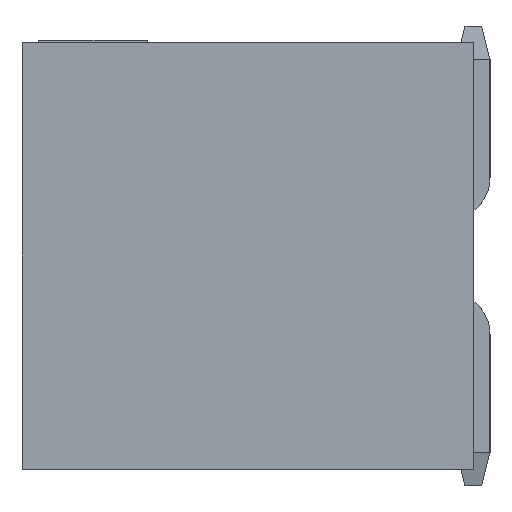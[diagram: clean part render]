
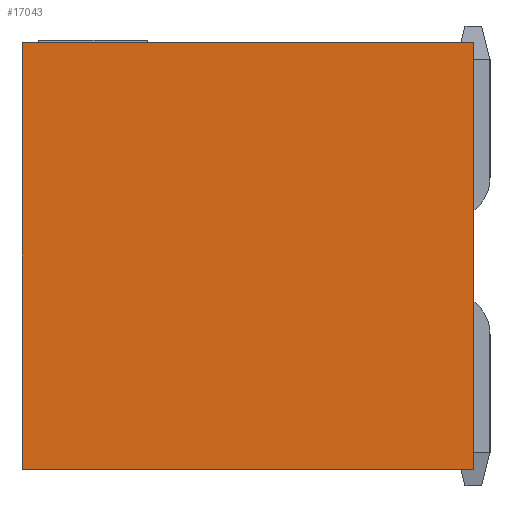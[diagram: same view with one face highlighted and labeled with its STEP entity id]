
A CAD part, left-side view. The second image highlights one B-rep face of the part: STEP entity #17043.
In plain terms, the highlighted planar face has unit normal (-1, 0, 0).
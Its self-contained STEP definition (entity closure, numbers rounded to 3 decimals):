
#408 = EDGE_LOOP ( 'NONE', ( #31756, #28640, #27685, #6953 ) ) ;
#722 = DIRECTION ( 'NONE',  ( 0., 1., 0. ) ) ;
#921 = CARTESIAN_POINT ( 'NONE',  ( -15.85, 0., 0. ) ) ;
#1993 = VECTOR ( 'NONE', #6452, 1000. ) ;
#3270 = CARTESIAN_POINT ( 'NONE',  ( -15.85, 5.4, 2.55 ) ) ;
#4158 = EDGE_CURVE ( 'NONE', #33642, #24953, #25456, .T. ) ;
#5305 = LINE ( 'NONE', #921, #1993 ) ;
#6452 = DIRECTION ( 'NONE',  ( 0., 0., -1. ) ) ;
#6953 = ORIENTED_EDGE ( 'NONE', *, *, #4158, .T. ) ;
#7024 = CARTESIAN_POINT ( 'NONE',  ( -15.85, 5.4, 0. ) ) ;
#7081 = VECTOR ( 'NONE', #722, 1000. ) ;
#10386 = LINE ( 'NONE', #28897, #33526 ) ;
#11390 = VECTOR ( 'NONE', #28178, 1000. ) ;
#13084 = VERTEX_POINT ( 'NONE', #26087 ) ;
#13089 = EDGE_CURVE ( 'NONE', #28383, #24953, #10386, .T. ) ;
#15431 = DIRECTION ( 'NONE',  ( 0., 0., 1. ) ) ;
#16977 = LINE ( 'NONE', #21503, #7081 ) ;
#17043 = ADVANCED_FACE ( 'NONE', ( #20412 ), #33501, .T. ) ;
#18228 = AXIS2_PLACEMENT_3D ( 'NONE', #23298, #31338, #15431 ) ;
#20412 = FACE_OUTER_BOUND ( 'NONE', #408, .T. ) ;
#21503 = CARTESIAN_POINT ( 'NONE',  ( -15.85, 2.7, 2.55 ) ) ;
#23298 = CARTESIAN_POINT ( 'NONE',  ( -15.85, 0., -2.55 ) ) ;
#24953 = VERTEX_POINT ( 'NONE', #31032 ) ;
#25456 = LINE ( 'NONE', #7024, #11390 ) ;
#26087 = CARTESIAN_POINT ( 'NONE',  ( -15.85, 0., 2.55 ) ) ;
#27685 = ORIENTED_EDGE ( 'NONE', *, *, #33673, .T. ) ;
#28178 = DIRECTION ( 'NONE',  ( 0., 0., -1. ) ) ;
#28383 = VERTEX_POINT ( 'NONE', #33024 ) ;
#28640 = ORIENTED_EDGE ( 'NONE', *, *, #30314, .F. ) ;
#28897 = CARTESIAN_POINT ( 'NONE',  ( -15.85, 2.7, -2.55 ) ) ;
#30314 = EDGE_CURVE ( 'NONE', #13084, #28383, #5305, .T. ) ;
#31032 = CARTESIAN_POINT ( 'NONE',  ( -15.85, 5.4, -2.55 ) ) ;
#31338 = DIRECTION ( 'NONE',  ( -1., 0., 0. ) ) ;
#31353 = DIRECTION ( 'NONE',  ( 0., 1., 0. ) ) ;
#31756 = ORIENTED_EDGE ( 'NONE', *, *, #13089, .F. ) ;
#33024 = CARTESIAN_POINT ( 'NONE',  ( -15.85, 0., -2.55 ) ) ;
#33501 = PLANE ( 'NONE',  #18228 ) ;
#33526 = VECTOR ( 'NONE', #31353, 1000. ) ;
#33642 = VERTEX_POINT ( 'NONE', #3270 ) ;
#33673 = EDGE_CURVE ( 'NONE', #13084, #33642, #16977, .T. ) ;
